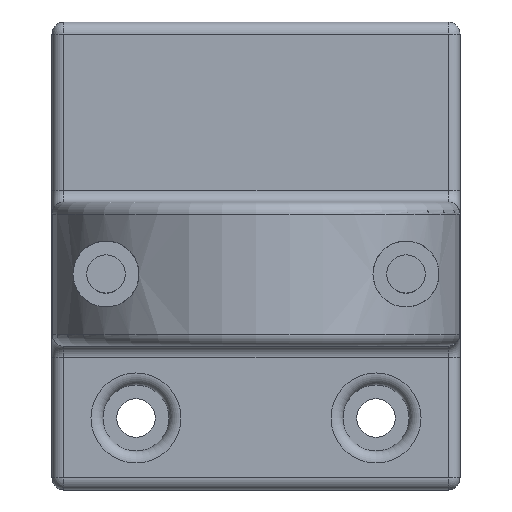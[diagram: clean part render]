
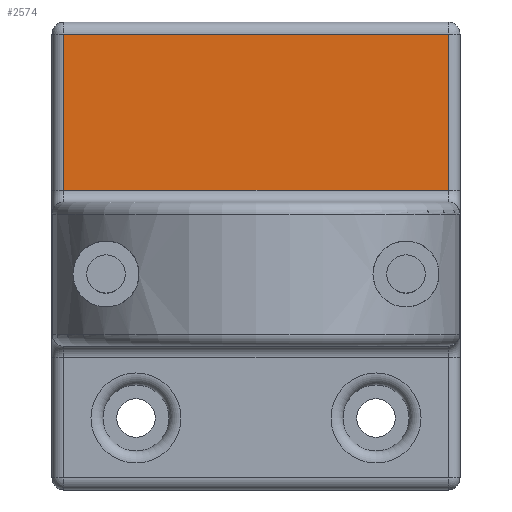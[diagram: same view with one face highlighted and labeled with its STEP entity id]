
A CAD part, front view. The second image highlights one B-rep face of the part: STEP entity #2574.
In plain terms, the highlighted planar face has unit normal (0, -1, 0).
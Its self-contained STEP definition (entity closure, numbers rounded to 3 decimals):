
#308=PLANE('',#2851);
#418=FACE_OUTER_BOUND('',#590,.T.);
#590=EDGE_LOOP('',(#2021,#2022,#2023,#2024));
#784=LINE('',#4030,#963);
#786=LINE('',#4033,#965);
#788=LINE('',#4036,#967);
#791=LINE('',#4043,#970);
#963=VECTOR('',#3348,10.);
#965=VECTOR('',#3352,10.);
#967=VECTOR('',#3356,10.);
#970=VECTOR('',#3365,10.);
#1096=VERTEX_POINT('',#3791);
#1099=VERTEX_POINT('',#3799);
#1104=VERTEX_POINT('',#3810);
#1106=VERTEX_POINT('',#3815);
#1468=EDGE_CURVE('',#1099,#1106,#784,.T.);
#1470=EDGE_CURVE('',#1106,#1104,#786,.T.);
#1472=EDGE_CURVE('',#1104,#1096,#788,.T.);
#1476=EDGE_CURVE('',#1096,#1099,#791,.T.);
#2021=ORIENTED_EDGE('',*,*,#1468,.F.);
#2022=ORIENTED_EDGE('',*,*,#1476,.F.);
#2023=ORIENTED_EDGE('',*,*,#1472,.F.);
#2024=ORIENTED_EDGE('',*,*,#1470,.F.);
#2574=ADVANCED_FACE('',(#418),#308,.T.);
#2851=AXIS2_PLACEMENT_3D('',#4081,#3409,#3410);
#3348=DIRECTION('',(0.,0.,1.));
#3352=DIRECTION('',(1.,0.,0.));
#3356=DIRECTION('',(0.,0.,-1.));
#3365=DIRECTION('',(-1.,0.,0.));
#3409=DIRECTION('center_axis',(0.,-1.,0.));
#3410=DIRECTION('ref_axis',(0.,0.,-1.));
#3791=CARTESIAN_POINT('',(33.,12.044,7.));
#3799=CARTESIAN_POINT('',(1.,12.044,7.));
#3810=CARTESIAN_POINT('',(33.,12.044,20.));
#3815=CARTESIAN_POINT('',(1.,12.044,20.));
#4030=CARTESIAN_POINT('',(1.,12.044,11.25));
#4033=CARTESIAN_POINT('',(0.,12.044,20.));
#4036=CARTESIAN_POINT('',(33.,12.044,11.25));
#4043=CARTESIAN_POINT('',(0.,12.044,7.));
#4081=CARTESIAN_POINT('Origin',(0.,12.044,21.));
